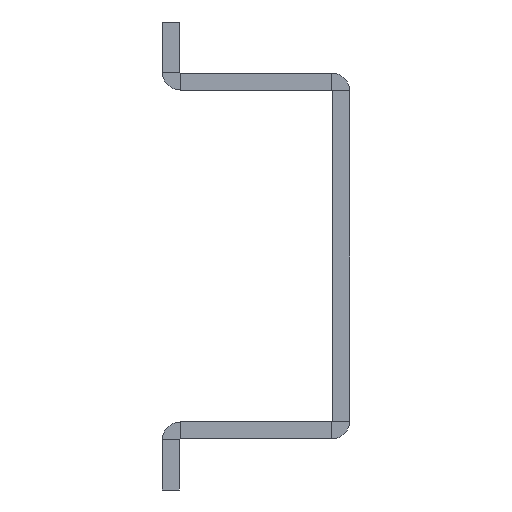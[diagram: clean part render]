
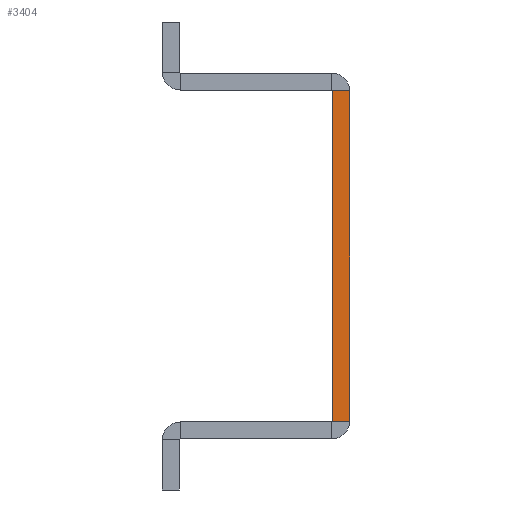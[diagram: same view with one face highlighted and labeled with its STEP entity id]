
A CAD part, left-side view. The second image highlights one B-rep face of the part: STEP entity #3404.
In plain terms, the highlighted planar face has unit normal (-1, 0, 0).
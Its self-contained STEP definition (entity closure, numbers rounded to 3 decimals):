
#28 = VERTEX_POINT ( 'NONE', #2098 ) ;
#478 = DIRECTION ( 'NONE',  ( 0., -1., 0. ) ) ;
#848 = CARTESIAN_POINT ( 'NONE',  ( 0., 2., 21.5 ) ) ;
#1129 = CARTESIAN_POINT ( 'NONE',  ( 0., 2., -19.4 ) ) ;
#1219 = VERTEX_POINT ( 'NONE', #4132 ) ;
#1296 = LINE ( 'NONE', #1792, #1754 ) ;
#1378 = VECTOR ( 'NONE', #3238, 1000. ) ;
#1607 = ORIENTED_EDGE ( 'NONE', *, *, #3435, .T. ) ;
#1634 = ORIENTED_EDGE ( 'NONE', *, *, #2966, .T. ) ;
#1671 = VERTEX_POINT ( 'NONE', #1129 ) ;
#1754 = VECTOR ( 'NONE', #478, 1000. ) ;
#1762 = DIRECTION ( 'NONE',  ( 0., 0., 1. ) ) ;
#1792 = CARTESIAN_POINT ( 'NONE',  ( 0., 2., -19.4 ) ) ;
#1906 = ORIENTED_EDGE ( 'NONE', *, *, #4128, .T. ) ;
#2098 = CARTESIAN_POINT ( 'NONE',  ( 0., 2., 19.4 ) ) ;
#2259 = CARTESIAN_POINT ( 'NONE',  ( 0., 2.1, 19.5 ) ) ;
#2736 = CARTESIAN_POINT ( 'NONE',  ( 0., 0., -19.4 ) ) ;
#2807 = VECTOR ( 'NONE', #3012, 1000. ) ;
#2966 = EDGE_CURVE ( 'NONE', #1219, #28, #5205, .T. ) ;
#3012 = DIRECTION ( 'NONE',  ( 0., 0., -1. ) ) ;
#3238 = DIRECTION ( 'NONE',  ( 0., 0., -1. ) ) ;
#3404 = ADVANCED_FACE ( 'NONE', ( #4452 ), #3960, .T. ) ;
#3435 = EDGE_CURVE ( 'NONE', #28, #1671, #4411, .T. ) ;
#3440 = DIRECTION ( 'NONE',  ( 0., 1., 0. ) ) ;
#3626 = CARTESIAN_POINT ( 'NONE',  ( 0., 0., 21.5 ) ) ;
#3960 = PLANE ( 'NONE',  #4276 ) ;
#4128 = EDGE_CURVE ( 'NONE', #1671, #4868, #1296, .T. ) ;
#4132 = CARTESIAN_POINT ( 'NONE',  ( 0., 0., 19.4 ) ) ;
#4143 = ORIENTED_EDGE ( 'NONE', *, *, #4508, .F. ) ;
#4276 = AXIS2_PLACEMENT_3D ( 'NONE', #2259, #5755, #1762 ) ;
#4376 = EDGE_LOOP ( 'NONE', ( #4143, #1634, #1607, #1906 ) ) ;
#4411 = LINE ( 'NONE', #848, #2807 ) ;
#4452 = FACE_OUTER_BOUND ( 'NONE', #4376, .T. ) ;
#4508 = EDGE_CURVE ( 'NONE', #1219, #4868, #4534, .T. ) ;
#4534 = LINE ( 'NONE', #3626, #1378 ) ;
#4868 = VERTEX_POINT ( 'NONE', #2736 ) ;
#5203 = VECTOR ( 'NONE', #3440, 1000. ) ;
#5205 = LINE ( 'NONE', #5232, #5203 ) ;
#5232 = CARTESIAN_POINT ( 'NONE',  ( 0., 0., 19.4 ) ) ;
#5755 = DIRECTION ( 'NONE',  ( -1., 0., 0. ) ) ;
